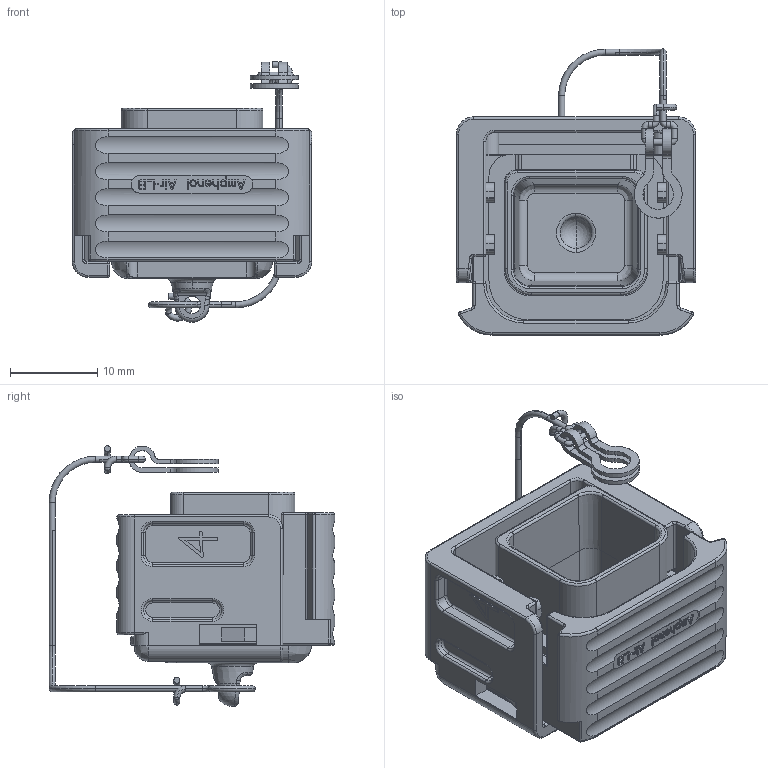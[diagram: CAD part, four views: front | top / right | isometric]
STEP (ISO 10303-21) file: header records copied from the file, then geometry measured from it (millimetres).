
FILE_DESCRIPTION((''),'2;1');
FILE_NAME('SIM2B2A61','2019-12-19T',('presta_be4'),(''),'CREO PARAMETRIC BY PTC INC, 2018360','CREO PARAMETRIC BY PTC INC, 2018360','');
FILE_SCHEMA(('CONFIG_CONTROL_DESIGN'));
Products named in the file (1): SIM2B2A61
Bounding box: 27.5 x 32.85 x 29.94 mm (x, y, z)
Volume: 5718 mm3; surface area: 8038.8 mm2
Topology: 2 solids, 3 shells, 1133 faces, 2939 edges, 1841 vertices
Faces by surface type: plane 584, cylinder 308, torus 123, bspline 62, sphere 26, extrusion 20, cone 6, revolution 4
Entity records: 64463 total; most frequent: CARTESIAN_POINT 36932, ORIENTED_EDGE 5862, DIRECTION 5564, EDGE_CURVE 2931, VECTOR 1912, LINE 1892, VERTEX_POINT 1841, AXIS2_PLACEMENT_3D 1824
